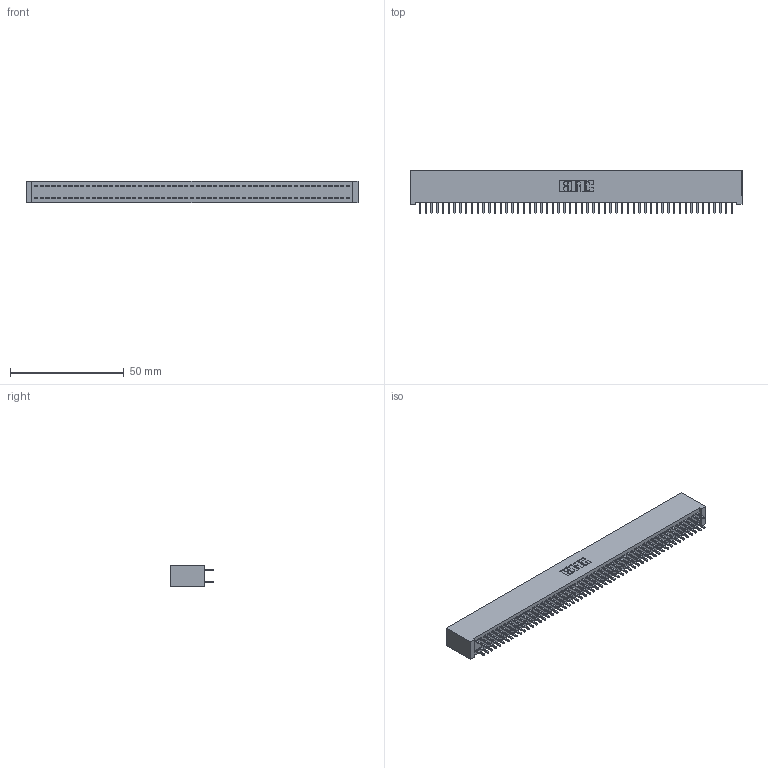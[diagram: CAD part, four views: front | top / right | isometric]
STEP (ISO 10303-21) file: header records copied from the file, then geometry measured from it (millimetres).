
FILE_DESCRIPTION (( 'STEP AP203' ), '1' );
FILE_NAME ('342-110-521-201.STEP', '2019-10-04T20:11:24', ( '' ), ( '' ), 'SwSTEP 2.0', 'SolidWorks 2016', '' );
FILE_SCHEMA (( 'CONFIG_CONTROL_DESIGN' ));
Length unit declared in the file: inch
Products named in the file (3): 342 Part_Lugless; 345-292-001_345-293-121; 342-110-521-201
Assembly tree (111 placements, depth 2):
  342-110-521-201
    342 Part_Lugless
    345-292-001_345-293-121  x110
Bounding box: 145.95 x 19.06 x 9.4 mm (x, y, z)
Volume: 13569.6 mm3; surface area: 22550.5 mm2
Topology: 111 solids, 111 shells, 5822 faces, 17325 edges, 11402 vertices
Faces by surface type: plane 4022, cylinder 1800
Entity records: 33311 total; most frequent: CARTESIAN_POINT 5502, ORIENTED_EDGE 5438, DIRECTION 4671, EDGE_CURVE 2719, LINE 2599, VECTOR 2599, VERTEX_POINT 1810, AXIS2_PLACEMENT_3D 1036
